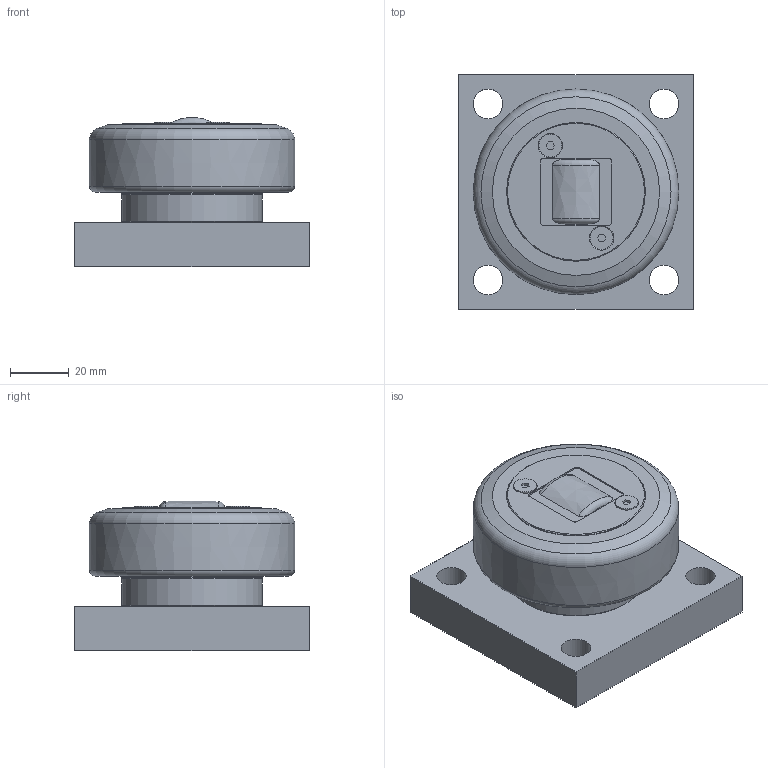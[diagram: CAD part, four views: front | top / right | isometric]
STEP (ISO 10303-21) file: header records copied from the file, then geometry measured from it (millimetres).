
FILE_DESCRIPTION(/* description */ ('-','CAx-IF Rec.Pracs.---Representation and Presentation of Product Manufacturing Information (PMI)---4.0---2014-10-13'),/* implementation_level */ '2;1');
FILE_NAME(/* name */ '507497f0-e83b-4ac5-8d39-e76812ae5b23.stp',/* time_stamp */ '2020-04-01T16:06:00+02:00',/* author */ ('-'),/* organization */ ('NTI CADcenter A/S'),/* preprocessor_version */ 'ST-DEVELOPER v18',/* originating_system */ 'Autodesk Inventor 2020',/* authorisation */ '-');
FILE_SCHEMA (('AP242_MANAGED_MODEL_BASED_3D_ENGINEERING_MIM_LF { 1 0 10303 442 1 1 4 }'));
Length unit declared in the file: millimetre
Products named in the file (1): HTR 070.0200 BQ1000_Kontur
Bounding box: 80 x 80 x 51 mm (x, y, z)
Volume: 192558.2 mm3; surface area: 29829.2 mm2
Topology: 1 solids, 1 shells, 64 faces, 166 edges, 116 vertices
Faces by surface type: plane 36, cylinder 15, cone 7, torus 4, bspline 2
Full cylindrical faces by diameter (mm): 2.5 x1, 4.917 x1, 7.8 x2, 10.106 x4, 47.3 x1, 48 x2
Entity records: 2160 total; most frequent: CARTESIAN_POINT 466, DIRECTION 355, ORIENTED_EDGE 332, EDGE_CURVE 166, AXIS2_PLACEMENT_3D 135, VERTEX_POINT 116, LINE 85, VECTOR 85
